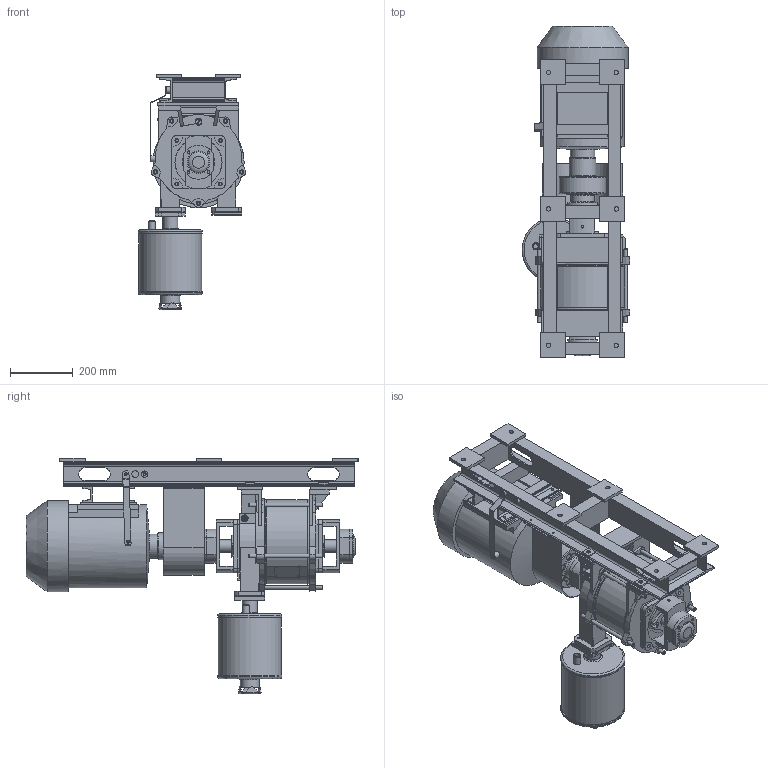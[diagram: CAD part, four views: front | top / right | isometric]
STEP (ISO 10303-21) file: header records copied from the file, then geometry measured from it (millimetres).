
FILE_DESCRIPTION(('STEP AP203'), '1');
FILE_NAME('3Ì ïîòðåáèòåëþ', '', ('UNSPECIFIED'), ('UNSPECIFIED'), 'C3D Converter', 'C3D Toolkit', '');
FILE_SCHEMA(('CONFIG_CONTROL_DESIGN'));
Length unit declared in the file: millimetre
Bounding box: 343.36 x 1058.21 x 749.51 mm (x, y, z)
Surface area: 2976603.6 mm2 (no closed solid volume)
Topology: 0 solids, 91 shells, 877 faces, 3221 edges, 3258 vertices
Faces by surface type: plane 521, cylinder 304, cone 33, torus 19
Full cylindrical faces by diameter (mm): 4.9 x4, 6.6 x10, 6.64 x2, 7 x1, 8 x8, 8.3 x12, 8.4 x2, 9 x8, 10 x4, 11.8 x1, 12 x13, 13 x4, 14 x25, 15 x1, 16 x4, 17 x1, 20 x3, 22 x8, 40 x2, 44 x1, 48 x1, 54 x1, 56 x1, 60 x3, 72 x1, 75 x1, 78 x1, 85 x1, 102 x2, 146 x1
Entity records: 44564 total; most frequent: CARTESIAN_POINT 8916, DIRECTION 5425, ORIENTED_EDGE 4163, EDGE_CURVE 2526, AXIS2_PLACEMENT_3D 1925, VERTEX_POINT 1873, LINE 1575, VECTOR 1575
